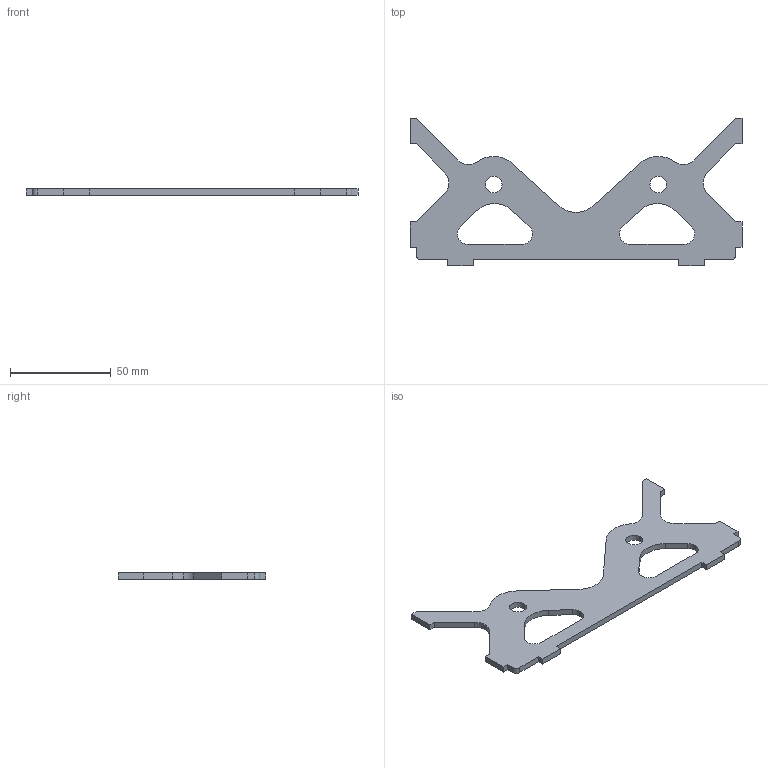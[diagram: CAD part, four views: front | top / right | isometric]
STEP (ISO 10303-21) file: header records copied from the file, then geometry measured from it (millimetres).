
FILE_DESCRIPTION (( 'STEP AP214' ), '1' );
FILE_NAME ('WheelHolder.STEP', '2025-02-23T18:41:59', ( '' ), ( '' ), 'SwSTEP 2.0', 'SolidWorks 2024', '' );
FILE_SCHEMA (( 'AUTOMOTIVE_DESIGN' ));
Length unit declared in the file: inch
Products named in the file (1): WheelHolder
Bounding box: 164.98 x 73.41 x 3.05 mm (x, y, z)
Volume: 16987.5 mm3; surface area: 13579.2 mm2
Topology: 1 solids, 1 shells, 64 faces, 186 edges, 124 vertices
Faces by surface type: plane 41, cylinder 23
Entity records: 2159 total; most frequent: CARTESIAN_POINT 375, ORIENTED_EDGE 372, DIRECTION 362, EDGE_CURVE 186, LINE 140, VECTOR 140, VERTEX_POINT 124, AXIS2_PLACEMENT_3D 111
